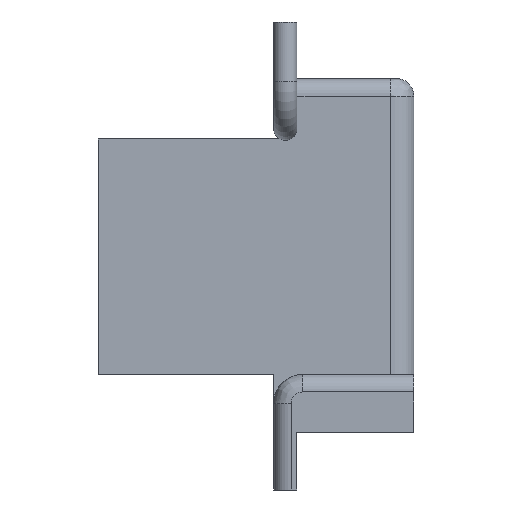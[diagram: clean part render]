
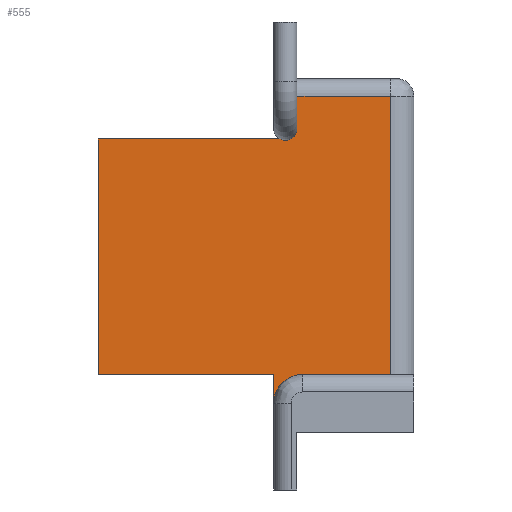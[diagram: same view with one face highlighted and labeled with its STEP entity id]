
A CAD part, front view. The second image highlights one B-rep face of the part: STEP entity #555.
In plain terms, the highlighted planar face has unit normal (0, -1, 0).
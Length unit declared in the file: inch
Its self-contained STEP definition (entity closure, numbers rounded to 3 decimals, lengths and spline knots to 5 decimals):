
#24=PLANE('',#618);
#56=FACE_OUTER_BOUND('',#86,.T.);
#86=EDGE_LOOP('',(#474,#475,#476,#477,#478,#479,#480,#481,#482,#483));
#104=LINE('',#829,#163);
#113=LINE('',#848,#172);
#136=LINE('',#909,#195);
#140=LINE('',#933,#199);
#142=LINE('',#937,#201);
#143=LINE('',#940,#202);
#144=LINE('',#942,#203);
#145=LINE('',#943,#204);
#163=VECTOR('',#662,0.3937);
#172=VECTOR('',#677,0.3937);
#195=VECTOR('',#728,0.3937);
#199=VECTOR('',#746,0.3937);
#201=VECTOR('',#752,0.3937);
#202=VECTOR('',#755,0.3937);
#203=VECTOR('',#756,0.3937);
#204=VECTOR('',#757,0.3937);
#221=CIRCLE('',#589,0.25);
#227=CIRCLE('',#602,0.1);
#244=VERTEX_POINT('',#819);
#245=VERTEX_POINT('',#821);
#247=VERTEX_POINT('',#827);
#254=VERTEX_POINT('',#847);
#274=VERTEX_POINT('',#894);
#275=VERTEX_POINT('',#896);
#278=VERTEX_POINT('',#908);
#282=VERTEX_POINT('',#928);
#283=VERTEX_POINT('',#939);
#284=VERTEX_POINT('',#941);
#299=EDGE_CURVE('',#245,#244,#221,.T.);
#303=EDGE_CURVE('',#244,#247,#104,.T.);
#312=EDGE_CURVE('',#254,#245,#113,.T.);
#337=EDGE_CURVE('',#274,#275,#227,.F.);
#343=EDGE_CURVE('',#278,#275,#136,.T.);
#352=EDGE_CURVE('',#282,#278,#140,.T.);
#354=EDGE_CURVE('',#282,#247,#142,.T.);
#355=EDGE_CURVE('',#283,#274,#143,.F.);
#356=EDGE_CURVE('',#284,#283,#144,.T.);
#357=EDGE_CURVE('',#254,#284,#145,.T.);
#474=ORIENTED_EDGE('',*,*,#352,.T.);
#475=ORIENTED_EDGE('',*,*,#343,.T.);
#476=ORIENTED_EDGE('',*,*,#337,.F.);
#477=ORIENTED_EDGE('',*,*,#355,.F.);
#478=ORIENTED_EDGE('',*,*,#356,.F.);
#479=ORIENTED_EDGE('',*,*,#357,.F.);
#480=ORIENTED_EDGE('',*,*,#312,.T.);
#481=ORIENTED_EDGE('',*,*,#299,.T.);
#482=ORIENTED_EDGE('',*,*,#303,.T.);
#483=ORIENTED_EDGE('',*,*,#354,.F.);
#555=ADVANCED_FACE('',(#56),#24,.F.);
#589=AXIS2_PLACEMENT_3D('',#822,#654,#655);
#602=AXIS2_PLACEMENT_3D('',#897,#712,#713);
#618=AXIS2_PLACEMENT_3D('',#938,#753,#754);
#654=DIRECTION('center_axis',(0.,1.,0.));
#655=DIRECTION('ref_axis',(-0.707,0.,0.707));
#662=DIRECTION('',(1.,0.,0.));
#677=DIRECTION('',(0.,0.,-1.));
#712=DIRECTION('center_axis',(0.,1.,0.));
#713=DIRECTION('ref_axis',(-0.707,0.,-0.707));
#728=DIRECTION('',(0.,0.,-1.));
#746=DIRECTION('',(-1.,0.,0.));
#752=DIRECTION('',(0.,0.,-1.));
#753=DIRECTION('center_axis',(0.,1.,0.));
#754=DIRECTION('ref_axis',(0.,0.,-1.));
#755=DIRECTION('',(-1.,0.,0.));
#756=DIRECTION('',(0.,0.,1.));
#757=DIRECTION('',(-1.,0.,0.));
#819=CARTESIAN_POINT('',(1.05,7.3,-3.5119));
#821=CARTESIAN_POINT('',(0.8,7.3,-3.7619));
#822=CARTESIAN_POINT('Origin',(1.05,7.3,-3.7619));
#827=CARTESIAN_POINT('',(1.8,7.3,-3.5119));
#829=CARTESIAN_POINT('',(1.5,7.3,-3.5119));
#847=CARTESIAN_POINT('',(0.8,7.3,-3.5119));
#848=CARTESIAN_POINT('',(0.8,7.3,-2.75212));
#894=CARTESIAN_POINT('',(0.85341,7.3,-1.5));
#896=CARTESIAN_POINT('',(1.,7.3,-1.41152));
#897=CARTESIAN_POINT('Origin',(0.9,7.3,-1.41152));
#908=CARTESIAN_POINT('',(1.,7.3,-1.13389));
#909=CARTESIAN_POINT('',(1.,7.3,-1.51152));
#928=CARTESIAN_POINT('',(1.8,7.3,-1.13389));
#933=CARTESIAN_POINT('',(1.5,7.3,-1.13389));
#937=CARTESIAN_POINT('',(1.8,7.3,-2.00322));
#938=CARTESIAN_POINT('Origin',(1.,7.3,-1.51152));
#939=CARTESIAN_POINT('',(-0.7,7.3,-1.5));
#940=CARTESIAN_POINT('',(0.9,7.3,-1.5));
#941=CARTESIAN_POINT('',(-0.7,7.3,-3.5119));
#942=CARTESIAN_POINT('',(-0.7,7.3,-3.5119));
#943=CARTESIAN_POINT('',(0.8,7.3,-3.5119));
